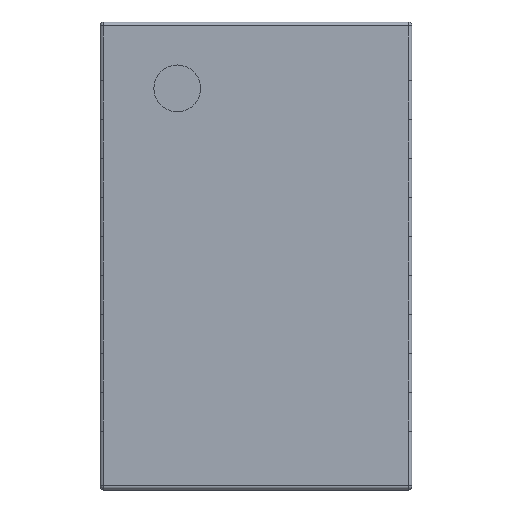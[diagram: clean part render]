
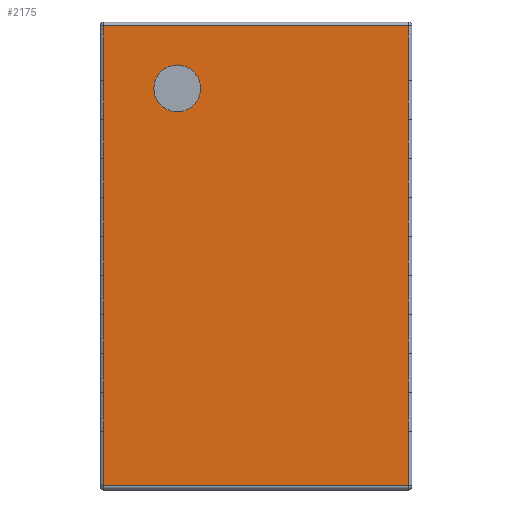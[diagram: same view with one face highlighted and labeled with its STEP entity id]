
A CAD part, top view. The second image highlights one B-rep face of the part: STEP entity #2175.
In plain terms, the highlighted planar face has unit normal (0, 0, 1).
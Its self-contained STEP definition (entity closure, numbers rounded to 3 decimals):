
#14=FACE_BOUND('',#338,.T.);
#38=PLANE('',#2392);
#209=FACE_OUTER_BOUND('',#337,.T.);
#337=EDGE_LOOP('',(#1738,#1739,#1740,#1741,#1742,#1743,#1744,#1745,#1746,
#1747,#1748,#1749,#1750,#1751,#1752,#1753,#1754,#1755,#1756,#1757,#1758,
#1759,#1760,#1761));
#338=EDGE_LOOP('',(#1762));
#454=LINE('',#3330,#681);
#458=LINE('',#3346,#685);
#460=LINE('',#3352,#687);
#462=LINE('',#3358,#689);
#464=LINE('',#3364,#691);
#466=LINE('',#3370,#693);
#468=LINE('',#3376,#695);
#470=LINE('',#3382,#697);
#472=LINE('',#3388,#699);
#474=LINE('',#3394,#701);
#476=LINE('',#3400,#703);
#478=LINE('',#3403,#705);
#480=LINE('',#3406,#707);
#482=LINE('',#3412,#709);
#484=LINE('',#3418,#711);
#486=LINE('',#3424,#713);
#488=LINE('',#3430,#715);
#490=LINE('',#3436,#717);
#492=LINE('',#3442,#719);
#494=LINE('',#3448,#721);
#496=LINE('',#3454,#723);
#498=LINE('',#3460,#725);
#500=LINE('',#3466,#727);
#502=LINE('',#3469,#729);
#681=VECTOR('',#2673,10.);
#685=VECTOR('',#2691,10.);
#687=VECTOR('',#2697,10.);
#689=VECTOR('',#2703,10.);
#691=VECTOR('',#2709,10.);
#693=VECTOR('',#2715,10.);
#695=VECTOR('',#2721,10.);
#697=VECTOR('',#2727,10.);
#699=VECTOR('',#2733,10.);
#701=VECTOR('',#2739,10.);
#703=VECTOR('',#2745,10.);
#705=VECTOR('',#2749,10.);
#707=VECTOR('',#2753,10.);
#709=VECTOR('',#2759,10.);
#711=VECTOR('',#2765,10.);
#713=VECTOR('',#2771,10.);
#715=VECTOR('',#2777,10.);
#717=VECTOR('',#2783,10.);
#719=VECTOR('',#2789,10.);
#721=VECTOR('',#2795,10.);
#723=VECTOR('',#2801,10.);
#725=VECTOR('',#2807,10.);
#727=VECTOR('',#2813,10.);
#729=VECTOR('',#2817,10.);
#854=CIRCLE('',#2252,0.15);
#938=VERTEX_POINT('',#3118);
#1006=VERTEX_POINT('',#3279);
#1015=VERTEX_POINT('',#3311);
#1018=VERTEX_POINT('',#3321);
#1021=VERTEX_POINT('',#3334);
#1024=VERTEX_POINT('',#3344);
#1026=VERTEX_POINT('',#3350);
#1028=VERTEX_POINT('',#3356);
#1030=VERTEX_POINT('',#3362);
#1032=VERTEX_POINT('',#3368);
#1034=VERTEX_POINT('',#3374);
#1036=VERTEX_POINT('',#3380);
#1038=VERTEX_POINT('',#3386);
#1040=VERTEX_POINT('',#3392);
#1042=VERTEX_POINT('',#3398);
#1044=VERTEX_POINT('',#3410);
#1046=VERTEX_POINT('',#3416);
#1048=VERTEX_POINT('',#3422);
#1050=VERTEX_POINT('',#3428);
#1052=VERTEX_POINT('',#3434);
#1054=VERTEX_POINT('',#3440);
#1056=VERTEX_POINT('',#3446);
#1058=VERTEX_POINT('',#3452);
#1060=VERTEX_POINT('',#3458);
#1062=VERTEX_POINT('',#3464);
#1124=EDGE_CURVE('',#938,#938,#854,.T.);
#1229=EDGE_CURVE('',#1006,#1018,#454,.T.);
#1237=EDGE_CURVE('',#1024,#1021,#458,.T.);
#1240=EDGE_CURVE('',#1026,#1024,#460,.T.);
#1243=EDGE_CURVE('',#1028,#1026,#462,.T.);
#1246=EDGE_CURVE('',#1030,#1028,#464,.T.);
#1249=EDGE_CURVE('',#1032,#1030,#466,.T.);
#1252=EDGE_CURVE('',#1034,#1032,#468,.T.);
#1255=EDGE_CURVE('',#1036,#1034,#470,.T.);
#1258=EDGE_CURVE('',#1038,#1036,#472,.T.);
#1261=EDGE_CURVE('',#1040,#1038,#474,.T.);
#1264=EDGE_CURVE('',#1042,#1040,#476,.T.);
#1266=EDGE_CURVE('',#1018,#1042,#478,.T.);
#1268=EDGE_CURVE('',#1021,#1015,#480,.T.);
#1271=EDGE_CURVE('',#1044,#1006,#482,.T.);
#1274=EDGE_CURVE('',#1046,#1044,#484,.T.);
#1277=EDGE_CURVE('',#1048,#1046,#486,.T.);
#1280=EDGE_CURVE('',#1050,#1048,#488,.T.);
#1283=EDGE_CURVE('',#1052,#1050,#490,.T.);
#1286=EDGE_CURVE('',#1054,#1052,#492,.T.);
#1289=EDGE_CURVE('',#1056,#1054,#494,.T.);
#1292=EDGE_CURVE('',#1058,#1056,#496,.T.);
#1295=EDGE_CURVE('',#1060,#1058,#498,.T.);
#1298=EDGE_CURVE('',#1062,#1060,#500,.T.);
#1300=EDGE_CURVE('',#1015,#1062,#502,.T.);
#1738=ORIENTED_EDGE('',*,*,#1237,.F.);
#1739=ORIENTED_EDGE('',*,*,#1240,.F.);
#1740=ORIENTED_EDGE('',*,*,#1243,.F.);
#1741=ORIENTED_EDGE('',*,*,#1246,.F.);
#1742=ORIENTED_EDGE('',*,*,#1249,.F.);
#1743=ORIENTED_EDGE('',*,*,#1252,.F.);
#1744=ORIENTED_EDGE('',*,*,#1255,.F.);
#1745=ORIENTED_EDGE('',*,*,#1258,.F.);
#1746=ORIENTED_EDGE('',*,*,#1261,.F.);
#1747=ORIENTED_EDGE('',*,*,#1264,.F.);
#1748=ORIENTED_EDGE('',*,*,#1266,.F.);
#1749=ORIENTED_EDGE('',*,*,#1229,.F.);
#1750=ORIENTED_EDGE('',*,*,#1271,.F.);
#1751=ORIENTED_EDGE('',*,*,#1274,.F.);
#1752=ORIENTED_EDGE('',*,*,#1277,.F.);
#1753=ORIENTED_EDGE('',*,*,#1280,.F.);
#1754=ORIENTED_EDGE('',*,*,#1283,.F.);
#1755=ORIENTED_EDGE('',*,*,#1286,.F.);
#1756=ORIENTED_EDGE('',*,*,#1289,.F.);
#1757=ORIENTED_EDGE('',*,*,#1292,.F.);
#1758=ORIENTED_EDGE('',*,*,#1295,.F.);
#1759=ORIENTED_EDGE('',*,*,#1298,.F.);
#1760=ORIENTED_EDGE('',*,*,#1300,.F.);
#1761=ORIENTED_EDGE('',*,*,#1268,.F.);
#1762=ORIENTED_EDGE('',*,*,#1124,.T.);
#2175=ADVANCED_FACE('',(#209,#14),#38,.T.);
#2252=AXIS2_PLACEMENT_3D('',#3119,#2467,#2468);
#2392=AXIS2_PLACEMENT_3D('',#3525,#2878,#2879);
#2467=DIRECTION('center_axis',(0.,0.,-1.));
#2468=DIRECTION('ref_axis',(-1.,0.,0.));
#2673=DIRECTION('',(1.,0.,0.));
#2691=DIRECTION('',(0.,-1.,0.));
#2697=DIRECTION('',(0.,-1.,0.));
#2703=DIRECTION('',(0.,-1.,0.));
#2709=DIRECTION('',(0.,-1.,0.));
#2715=DIRECTION('',(0.,-1.,0.));
#2721=DIRECTION('',(0.,-1.,0.));
#2727=DIRECTION('',(0.,-1.,0.));
#2733=DIRECTION('',(0.,-1.,0.));
#2739=DIRECTION('',(0.,-1.,0.));
#2745=DIRECTION('',(0.,-1.,0.));
#2749=DIRECTION('',(0.,-1.,0.));
#2753=DIRECTION('',(-1.,0.,0.));
#2759=DIRECTION('',(0.,1.,0.));
#2765=DIRECTION('',(0.,1.,0.));
#2771=DIRECTION('',(0.,1.,0.));
#2777=DIRECTION('',(0.,1.,0.));
#2783=DIRECTION('',(0.,1.,0.));
#2789=DIRECTION('',(0.,1.,0.));
#2795=DIRECTION('',(0.,1.,0.));
#2801=DIRECTION('',(0.,1.,0.));
#2807=DIRECTION('',(0.,1.,0.));
#2813=DIRECTION('',(0.,1.,0.));
#2817=DIRECTION('',(0.,1.,0.));
#2878=DIRECTION('center_axis',(0.,0.,1.));
#2879=DIRECTION('ref_axis',(1.,0.,0.));
#3118=CARTESIAN_POINT('',(-0.355,1.074,1.));
#3119=CARTESIAN_POINT('Origin',(-0.505,1.074,1.));
#3279=CARTESIAN_POINT('',(-0.975,1.475,1.));
#3311=CARTESIAN_POINT('',(-0.975,-1.475,1.));
#3321=CARTESIAN_POINT('',(0.975,1.475,1.));
#3330=CARTESIAN_POINT('',(0.5,1.475,1.));
#3334=CARTESIAN_POINT('',(0.975,-1.475,1.));
#3344=CARTESIAN_POINT('',(0.975,-1.125,1.));
#3346=CARTESIAN_POINT('',(0.975,-0.75,1.));
#3350=CARTESIAN_POINT('',(0.975,-0.875,1.));
#3352=CARTESIAN_POINT('',(0.975,-0.75,1.));
#3356=CARTESIAN_POINT('',(0.975,-0.625,1.));
#3358=CARTESIAN_POINT('',(0.975,-0.75,1.));
#3362=CARTESIAN_POINT('',(0.975,-0.375,1.));
#3364=CARTESIAN_POINT('',(0.975,-0.75,1.));
#3368=CARTESIAN_POINT('',(0.975,-0.125,1.));
#3370=CARTESIAN_POINT('',(0.975,-0.75,1.));
#3374=CARTESIAN_POINT('',(0.975,0.125,1.));
#3376=CARTESIAN_POINT('',(0.975,-0.75,1.));
#3380=CARTESIAN_POINT('',(0.975,0.375,1.));
#3382=CARTESIAN_POINT('',(0.975,-0.75,1.));
#3386=CARTESIAN_POINT('',(0.975,0.625,1.));
#3388=CARTESIAN_POINT('',(0.975,-0.75,1.));
#3392=CARTESIAN_POINT('',(0.975,0.875,1.));
#3394=CARTESIAN_POINT('',(0.975,-0.75,1.));
#3398=CARTESIAN_POINT('',(0.975,1.125,1.));
#3400=CARTESIAN_POINT('',(0.975,-0.75,1.));
#3403=CARTESIAN_POINT('',(0.975,-0.75,1.));
#3406=CARTESIAN_POINT('',(-0.5,-1.475,1.));
#3410=CARTESIAN_POINT('',(-0.975,1.125,1.));
#3412=CARTESIAN_POINT('',(-0.975,0.75,1.));
#3416=CARTESIAN_POINT('',(-0.975,0.875,1.));
#3418=CARTESIAN_POINT('',(-0.975,0.75,1.));
#3422=CARTESIAN_POINT('',(-0.975,0.625,1.));
#3424=CARTESIAN_POINT('',(-0.975,0.75,1.));
#3428=CARTESIAN_POINT('',(-0.975,0.375,1.));
#3430=CARTESIAN_POINT('',(-0.975,0.75,1.));
#3434=CARTESIAN_POINT('',(-0.975,0.125,1.));
#3436=CARTESIAN_POINT('',(-0.975,0.75,1.));
#3440=CARTESIAN_POINT('',(-0.975,-0.125,1.));
#3442=CARTESIAN_POINT('',(-0.975,0.75,1.));
#3446=CARTESIAN_POINT('',(-0.975,-0.375,1.));
#3448=CARTESIAN_POINT('',(-0.975,0.75,1.));
#3452=CARTESIAN_POINT('',(-0.975,-0.625,1.));
#3454=CARTESIAN_POINT('',(-0.975,0.75,1.));
#3458=CARTESIAN_POINT('',(-0.975,-0.875,1.));
#3460=CARTESIAN_POINT('',(-0.975,0.75,1.));
#3464=CARTESIAN_POINT('',(-0.975,-1.125,1.));
#3466=CARTESIAN_POINT('',(-0.975,0.75,1.));
#3469=CARTESIAN_POINT('',(-0.975,0.75,1.));
#3525=CARTESIAN_POINT('Origin',(0.,0.,1.));
